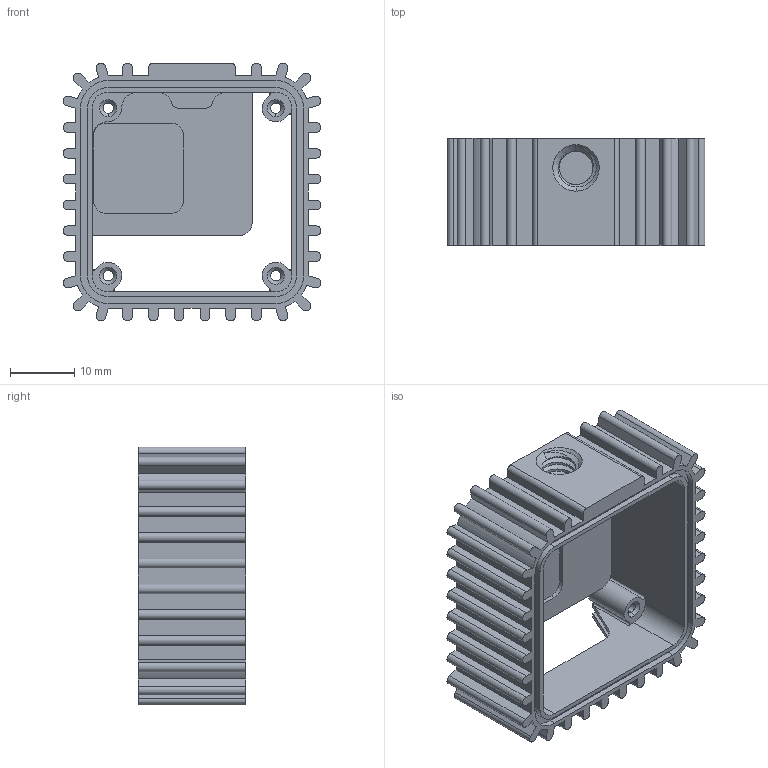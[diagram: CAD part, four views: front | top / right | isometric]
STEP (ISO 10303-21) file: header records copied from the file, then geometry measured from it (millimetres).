
FILE_DESCRIPTION((''),'2;1');
FILE_NAME('RECAMERA-MIDDLEFRAME-4040-1_27','2024-12-10T14:23:09',('29904'),(''),'CREO PARAMETRIC BY PTC INC, 2024063','CREO PARAMETRIC BY PTC INC, 2024063','');
FILE_SCHEMA(('CONFIG_CONTROL_DESIGN'));
Length unit declared in the file: millimetre
Products named in the file (1): RECAMERA-MIDDLEFRAME-4040-1_27
Bounding box: 40 x 16.6 x 40 mm (x, y, z)
Volume: 9324.3 mm3; surface area: 8804.7 mm2
Topology: 1 solids, 1 shells, 306 faces, 958 edges, 657 vertices
Faces by surface type: plane 162, cylinder 122, cone 18, bspline 4
Entity records: 12709 total; most frequent: CARTESIAN_POINT 3851, ORIENTED_EDGE 1916, DIRECTION 1847, EDGE_CURVE 958, VERTEX_POINT 657, AXIS2_PLACEMENT_3D 621, VECTOR 605, LINE 605
